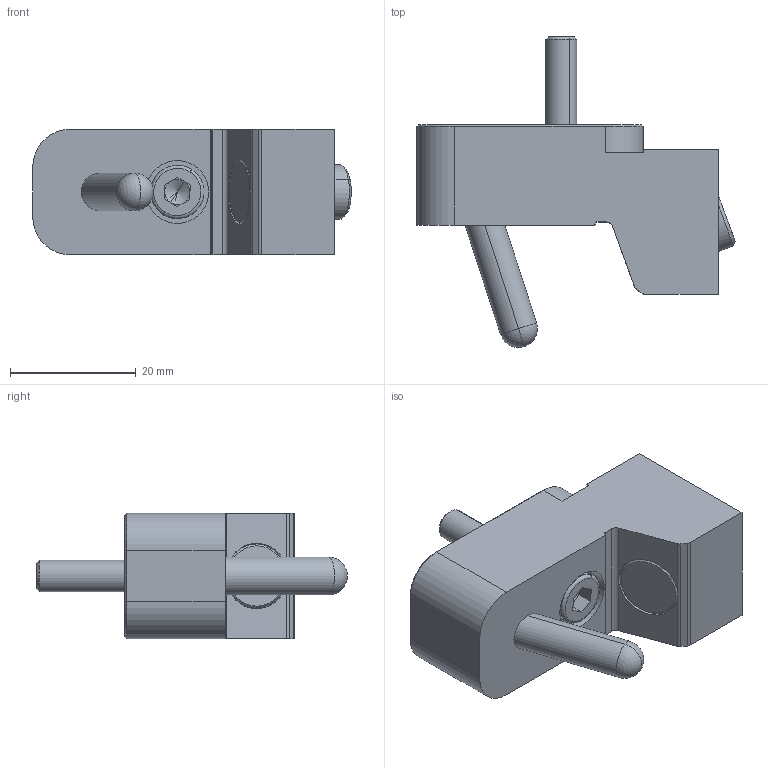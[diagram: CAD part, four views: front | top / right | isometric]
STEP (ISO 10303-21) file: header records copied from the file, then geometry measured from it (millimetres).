
FILE_DESCRIPTION (( 'STEP AP214' ), '1' );
FILE_NAME ('MG201648.STEP', '2013-06-10T08:31:49', ( '' ), ( '' ), 'SwSTEP 2.0', 'SolidWorks 2011', '' );
FILE_SCHEMA (( 'AUTOMOTIVE_DESIGN' ));
Length unit declared in the file: millimetre
Products named in the file (6): 1TOA-MG20; MG201648; socket head cap screw_din_DIN 912 M5 x 25 --- 25N; 9MG201648; GI063612; 3JT7X1.5X8_O-ring DIN 3771 - 7.1x1.8
Assembly tree (6 placements, depth 2):
  MG201648
    socket head cap screw_din_DIN 912 M5 x 25 --- 25N
    3JT7X1.5X8_O-ring DIN 3771 - 7.1x1.8  x2
    9MG201648
    1TOA-MG20
    GI063612
Bounding box: 50.68 x 49.43 x 20 mm (x, y, z)
Volume: 17983.1 mm3; surface area: 8023.2 mm2
Topology: 6 solids, 6 shells, 137 faces, 314 edges, 191 vertices
Faces by surface type: plane 57, cylinder 44, cone 18, torus 16, sphere 2
Entity records: 4094 total; most frequent: CARTESIAN_POINT 750, DIRECTION 695, ORIENTED_EDGE 600, EDGE_CURVE 300, AXIS2_PLACEMENT_3D 270, VERTEX_POINT 185, LINE 155, VECTOR 155
